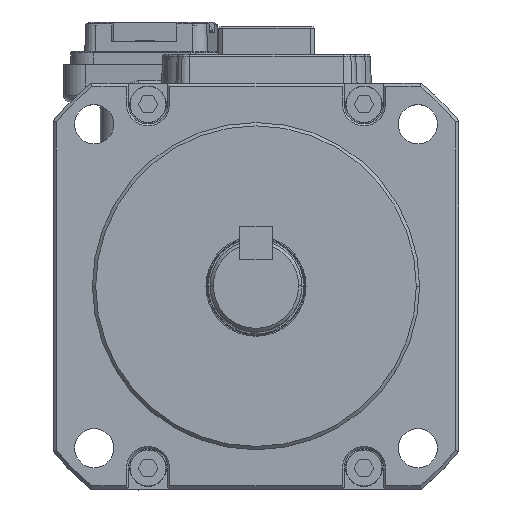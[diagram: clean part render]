
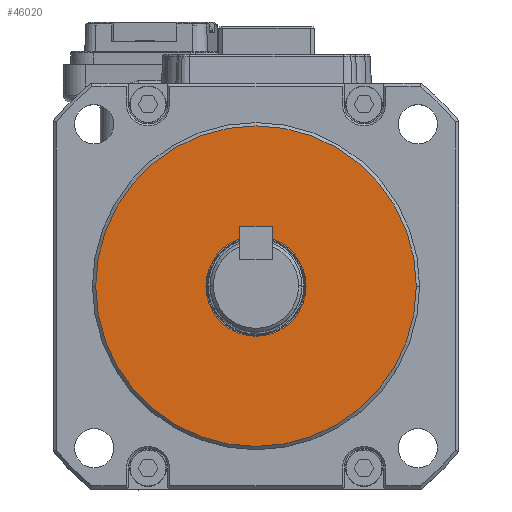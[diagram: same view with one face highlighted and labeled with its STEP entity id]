
A CAD part, top view. The second image highlights one B-rep face of the part: STEP entity #46020.
In plain terms, the highlighted planar face has unit normal (0, 0, 1).
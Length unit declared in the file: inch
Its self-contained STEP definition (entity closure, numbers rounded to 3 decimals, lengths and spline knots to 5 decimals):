
#50 = DIRECTION ( 'NONE',  ( 0., 0., -1. ) ) ;
#888 = VERTEX_POINT ( 'NONE', #50524 ) ;
#5495 = DIRECTION ( 'NONE',  ( 1., 0., 0. ) ) ;
#5883 = VERTEX_POINT ( 'NONE', #60388 ) ;
#7716 = DIRECTION ( 'NONE',  ( -1., 0., 0. ) ) ;
#7734 = CARTESIAN_POINT ( 'NONE',  ( -0.30118, 0., 1.37795 ) ) ;
#8951 = CARTESIAN_POINT ( 'NONE',  ( 0., 0., 1.37795 ) ) ;
#9475 = AXIS2_PLACEMENT_3D ( 'NONE', #8951, #58019, #14113 ) ;
#11780 = EDGE_CURVE ( 'NONE', #888, #5883, #29036, .T. ) ;
#12451 = AXIS2_PLACEMENT_3D ( 'NONE', #43560, #19046, #12938 ) ;
#12938 = DIRECTION ( 'NONE',  ( -1., 0., 0. ) ) ;
#14113 = DIRECTION ( 'NONE',  ( -1., 0., 0. ) ) ;
#15404 = EDGE_CURVE ( 'NONE', #5883, #888, #23774, .T. ) ;
#16833 = EDGE_CURVE ( 'NONE', #18571, #22586, #29048, .T. ) ;
#17181 = ORIENTED_EDGE ( 'NONE', *, *, #35735, .T. ) ;
#18571 = VERTEX_POINT ( 'NONE', #24466 ) ;
#19046 = DIRECTION ( 'NONE',  ( 0., 0., -1. ) ) ;
#19463 = AXIS2_PLACEMENT_3D ( 'NONE', #29692, #25205, #5495 ) ;
#19830 = AXIS2_PLACEMENT_3D ( 'NONE', #48018, #58026, #7716 ) ;
#20821 = AXIS2_PLACEMENT_3D ( 'NONE', #23665, #50, #63371 ) ;
#22586 = VERTEX_POINT ( 'NONE', #7734 ) ;
#23665 = CARTESIAN_POINT ( 'NONE',  ( 0., 0., 1.37795 ) ) ;
#23774 = CIRCLE ( 'NONE', #12451, 0.96457 ) ;
#24466 = CARTESIAN_POINT ( 'NONE',  ( 0.30118, 0., 1.37795 ) ) ;
#25205 = DIRECTION ( 'NONE',  ( 0., 0., 1. ) ) ;
#29036 = CIRCLE ( 'NONE', #20821, 0.96457 ) ;
#29048 = CIRCLE ( 'NONE', #9475, 0.30118 ) ;
#29692 = CARTESIAN_POINT ( 'NONE',  ( 0., 0., 1.37795 ) ) ;
#35735 = EDGE_CURVE ( 'NONE', #22586, #18571, #53814, .T. ) ;
#38574 = ORIENTED_EDGE ( 'NONE', *, *, #11780, .F. ) ;
#43560 = CARTESIAN_POINT ( 'NONE',  ( 0., 0., 1.37795 ) ) ;
#43600 = FACE_BOUND ( 'NONE', #50094, .T. ) ;
#46020 = ADVANCED_FACE ( 'NONE', ( #43600, #49378 ), #49712, .T. ) ;
#48018 = CARTESIAN_POINT ( 'NONE',  ( 0., 0., 1.37795 ) ) ;
#49260 = ORIENTED_EDGE ( 'NONE', *, *, #16833, .T. ) ;
#49378 = FACE_OUTER_BOUND ( 'NONE', #63598, .T. ) ;
#49712 = PLANE ( 'NONE',  #19463 ) ;
#50094 = EDGE_LOOP ( 'NONE', ( #49260, #17181 ) ) ;
#50524 = CARTESIAN_POINT ( 'NONE',  ( -0.96457, 0., 1.37795 ) ) ;
#53814 = CIRCLE ( 'NONE', #19830, 0.30118 ) ;
#58019 = DIRECTION ( 'NONE',  ( 0., 0., -1. ) ) ;
#58026 = DIRECTION ( 'NONE',  ( 0., 0., -1. ) ) ;
#60388 = CARTESIAN_POINT ( 'NONE',  ( 0.96457, 0., 1.37795 ) ) ;
#61770 = ORIENTED_EDGE ( 'NONE', *, *, #15404, .F. ) ;
#63371 = DIRECTION ( 'NONE',  ( -1., 0., 0. ) ) ;
#63598 = EDGE_LOOP ( 'NONE', ( #61770, #38574 ) ) ;
